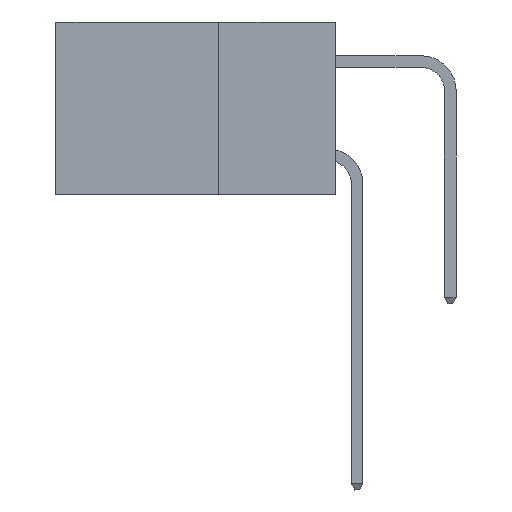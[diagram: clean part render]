
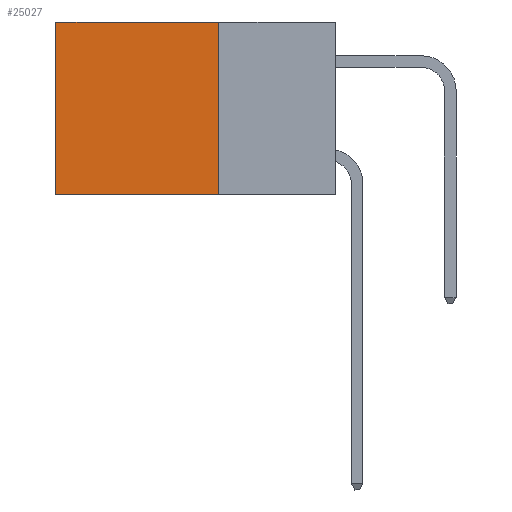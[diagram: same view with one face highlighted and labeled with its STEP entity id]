
A CAD part, left-side view. The second image highlights one B-rep face of the part: STEP entity #25027.
In plain terms, the highlighted planar face has unit normal (-1, 0, 0).
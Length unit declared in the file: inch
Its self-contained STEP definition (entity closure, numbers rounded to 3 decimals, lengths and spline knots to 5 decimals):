
#1322 = DIRECTION ( 'NONE',  ( 0., 1., 0. ) ) ;
#1733 = DIRECTION ( 'NONE',  ( 1., 0., 0. ) ) ;
#3938 = DIRECTION ( 'NONE',  ( 0., 1., 0. ) ) ;
#4000 = EDGE_CURVE ( 'NONE', #25584, #19091, #25420, .T. ) ;
#4112 = EDGE_CURVE ( 'NONE', #8924, #25584, #13080, .T. ) ;
#4682 = AXIS2_PLACEMENT_3D ( 'NONE', #21979, #1733, #16583 ) ;
#4690 = EDGE_CURVE ( 'NONE', #8924, #20978, #17915, .T. ) ;
#6007 = CARTESIAN_POINT ( 'NONE',  ( 0.2875, 0.6, -0.37 ) ) ;
#6409 = DIRECTION ( 'NONE',  ( 0., 0., -1. ) ) ;
#7368 = ORIENTED_EDGE ( 'NONE', *, *, #4690, .F. ) ;
#8924 = VERTEX_POINT ( 'NONE', #21264 ) ;
#9160 = VECTOR ( 'NONE', #25566, 39.37008 ) ;
#10037 = VECTOR ( 'NONE', #3938, 39.37008 ) ;
#11008 = CARTESIAN_POINT ( 'NONE',  ( 0.2875, 0.25, -0.37 ) ) ;
#13080 = LINE ( 'NONE', #23792, #16289 ) ;
#14173 = CARTESIAN_POINT ( 'NONE',  ( 0.2875, 0.6, 0. ) ) ;
#14290 = CARTESIAN_POINT ( 'NONE',  ( 0.2875, 0.6, 0. ) ) ;
#16289 = VECTOR ( 'NONE', #1322, 39.37008 ) ;
#16583 = DIRECTION ( 'NONE',  ( 0., 0., -1. ) ) ;
#17507 = EDGE_LOOP ( 'NONE', ( #21622, #25055, #7368, #25741 ) ) ;
#17895 = CARTESIAN_POINT ( 'NONE',  ( 0.2875, 0.25, -0.37 ) ) ;
#17915 = LINE ( 'NONE', #24456, #18405 ) ;
#18405 = VECTOR ( 'NONE', #6409, 39.37008 ) ;
#19091 = VERTEX_POINT ( 'NONE', #6007 ) ;
#20978 = VERTEX_POINT ( 'NONE', #17895 ) ;
#21264 = CARTESIAN_POINT ( 'NONE',  ( 0.2875, 0.25, 0. ) ) ;
#21622 = ORIENTED_EDGE ( 'NONE', *, *, #4000, .T. ) ;
#21979 = CARTESIAN_POINT ( 'NONE',  ( 0.2875, 0.25, 0. ) ) ;
#22260 = EDGE_CURVE ( 'NONE', #20978, #19091, #26137, .T. ) ;
#23792 = CARTESIAN_POINT ( 'NONE',  ( 0.2875, 0.25, 0. ) ) ;
#24207 = PLANE ( 'NONE',  #4682 ) ;
#24456 = CARTESIAN_POINT ( 'NONE',  ( 0.2875, 0.25, 0. ) ) ;
#25027 = ADVANCED_FACE ( 'NONE', ( #28660 ), #24207, .F. ) ;
#25055 = ORIENTED_EDGE ( 'NONE', *, *, #22260, .F. ) ;
#25420 = LINE ( 'NONE', #14290, #9160 ) ;
#25566 = DIRECTION ( 'NONE',  ( 0., 0., -1. ) ) ;
#25584 = VERTEX_POINT ( 'NONE', #14173 ) ;
#25741 = ORIENTED_EDGE ( 'NONE', *, *, #4112, .T. ) ;
#26137 = LINE ( 'NONE', #11008, #10037 ) ;
#28660 = FACE_OUTER_BOUND ( 'NONE', #17507, .T. ) ;
